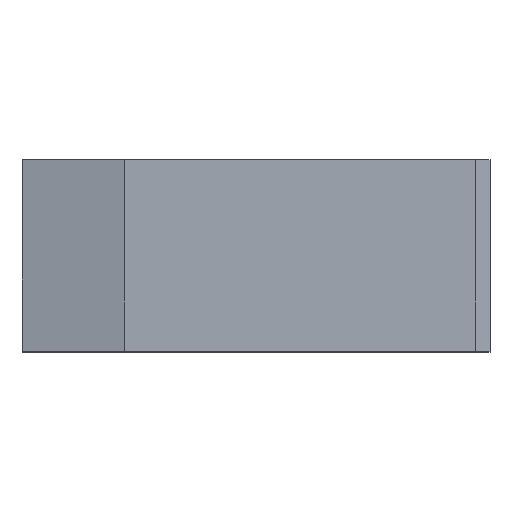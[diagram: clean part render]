
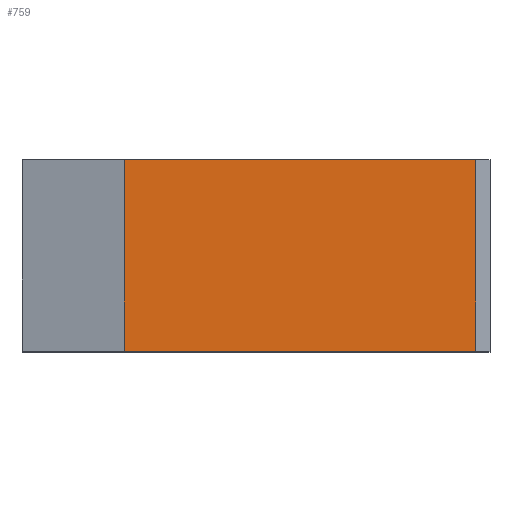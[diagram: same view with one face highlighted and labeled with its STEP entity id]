
A CAD part, top view. The second image highlights one B-rep face of the part: STEP entity #759.
In plain terms, the highlighted planar face has unit normal (0, 0, 1).
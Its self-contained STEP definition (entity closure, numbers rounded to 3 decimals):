
#61=FACE_OUTER_BOUND('',#101,.T.);
#101=EDGE_LOOP('',(#643,#644,#645,#646));
#121=LINE('',#1044,#219);
#197=LINE('',#1209,#295);
#198=LINE('',#1212,#296);
#199=LINE('',#1213,#297);
#219=VECTOR('',#845,10.);
#295=VECTOR('',#991,10.);
#296=VECTOR('',#994,10.);
#297=VECTOR('',#995,10.);
#316=VERTEX_POINT('',#1041);
#317=VERTEX_POINT('',#1043);
#371=VERTEX_POINT('',#1207);
#372=VERTEX_POINT('',#1211);
#387=EDGE_CURVE('',#317,#316,#121,.T.);
#471=EDGE_CURVE('',#371,#317,#197,.T.);
#472=EDGE_CURVE('',#372,#371,#198,.T.);
#473=EDGE_CURVE('',#372,#316,#199,.T.);
#643=ORIENTED_EDGE('',*,*,#472,.T.);
#644=ORIENTED_EDGE('',*,*,#471,.T.);
#645=ORIENTED_EDGE('',*,*,#387,.T.);
#646=ORIENTED_EDGE('',*,*,#473,.F.);
#721=PLANE('',#819);
#759=ADVANCED_FACE('',(#61),#721,.T.);
#819=AXIS2_PLACEMENT_3D('',#1210,#992,#993);
#845=DIRECTION('',(1.,0.,0.));
#991=DIRECTION('',(0.,-1.,0.));
#992=DIRECTION('center_axis',(0.,0.,1.));
#993=DIRECTION('ref_axis',(-1.,0.,0.));
#994=DIRECTION('',(-1.,0.,0.));
#995=DIRECTION('',(0.,-1.,0.));
#1041=CARTESIAN_POINT('',(50.368,-2.113,7.3));
#1043=CARTESIAN_POINT('',(37.868,-2.113,7.3));
#1044=CARTESIAN_POINT('',(46.461,-2.113,7.3));
#1207=CARTESIAN_POINT('',(37.868,4.687,7.3));
#1209=CARTESIAN_POINT('',(37.868,4.687,7.3));
#1210=CARTESIAN_POINT('Origin',(50.368,4.687,7.3));
#1211=CARTESIAN_POINT('',(50.368,4.687,7.3));
#1212=CARTESIAN_POINT('',(50.368,4.687,7.3));
#1213=CARTESIAN_POINT('',(50.368,4.687,7.3));
